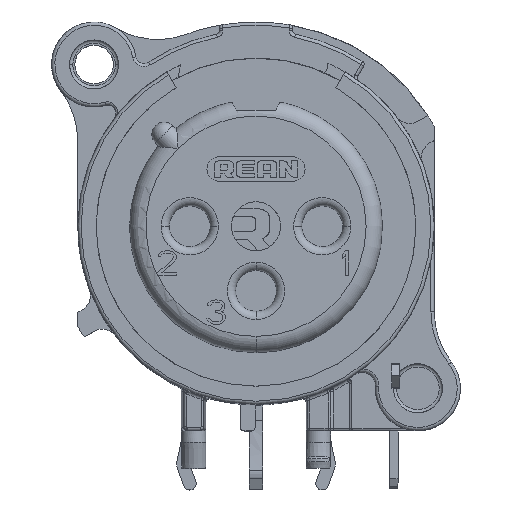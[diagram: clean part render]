
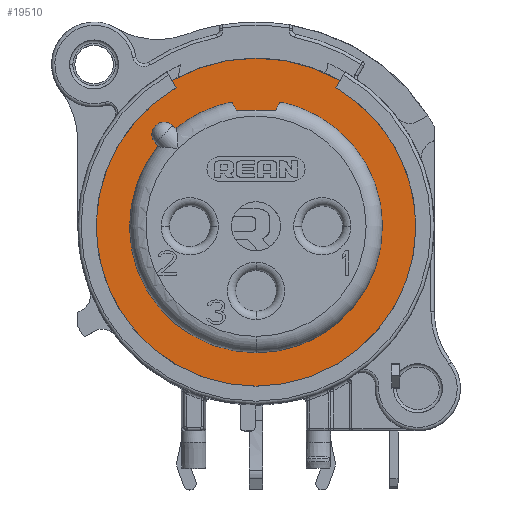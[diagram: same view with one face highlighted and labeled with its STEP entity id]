
A CAD part, top view. The second image highlights one B-rep face of the part: STEP entity #19510.
In plain terms, the highlighted planar face has unit normal (0, 0, 1).
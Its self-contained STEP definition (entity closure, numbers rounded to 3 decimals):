
#4314=CARTESIAN_POINT('',(0.,0.,7.));
#4315=DIRECTION('',(0.,0.,-1.));
#4316=DIRECTION('',(-0.5,0.866,0.));
#4317=AXIS2_PLACEMENT_3D('',#4314,#4315,#4316);
#4319=DIRECTION('',(-0.5,-0.866,0.));
#4320=VECTOR('',#4319,0.506);
#4321=CARTESIAN_POINT('',(5.141,8.905,7.));
#4322=LINE('',#4321,#4320);
#4323=CARTESIAN_POINT('',(0.,0.,7.));
#4324=DIRECTION('',(0.,0.,-1.));
#4325=DIRECTION('',(0.5,0.866,0.));
#4326=AXIS2_PLACEMENT_3D('',#4323,#4324,#4325);
#4328=DIRECTION('',(0.883,-0.469,0.));
#4329=VECTOR('',#4328,0.178);
#4330=CARTESIAN_POINT('',(9.543,-2.123,7.));
#4331=LINE('',#4330,#4329);
#4332=DIRECTION('',(0.,-1.,0.));
#4333=VECTOR('',#4332,1.204);
#4334=CARTESIAN_POINT('',(9.7,-2.207,7.));
#4335=LINE('',#4334,#4333);
#4336=CARTESIAN_POINT('',(0.,0.,7.));
#4337=DIRECTION('',(0.,0.,-1.));
#4338=DIRECTION('',(0.943,-0.332,0.));
#4339=AXIS2_PLACEMENT_3D('',#4336,#4337,#4338);
#4341=DIRECTION('',(0.,1.,0.));
#4342=VECTOR('',#4341,0.777);
#4343=CARTESIAN_POINT('',(8.326,-5.9,7.));
#4344=LINE('',#4343,#4342);
#4345=CARTESIAN_POINT('',(0.,0.,7.));
#4346=DIRECTION('',(0.,0.,-1.));
#4347=DIRECTION('',(0.852,-0.524,0.));
#4348=AXIS2_PLACEMENT_3D('',#4345,#4346,#4347);
#4350=CARTESIAN_POINT('',(0.,0.,7.));
#4351=DIRECTION('',(0.,0.,-1.));
#4352=DIRECTION('',(0.,-1.,0.));
#4353=AXIS2_PLACEMENT_3D('',#4350,#4351,#4352);
#4355=CARTESIAN_POINT('',(0.,0.,7.));
#4356=DIRECTION('',(0.,0.,-1.));
#4357=DIRECTION('',(-0.852,0.524,0.));
#4358=AXIS2_PLACEMENT_3D('',#4355,#4356,#4357);
#4360=DIRECTION('',(-0.5,0.866,0.));
#4361=VECTOR('',#4360,0.506);
#4362=CARTESIAN_POINT('',(-4.888,8.466,7.));
#4363=LINE('',#4362,#4361);
#4364=CARTESIAN_POINT('',(0.,0.,7.));
#4365=DIRECTION('',(0.,0.,1.));
#4366=DIRECTION('',(-0.772,0.635,0.));
#4367=AXIS2_PLACEMENT_3D('',#4364,#4365,#4366);
#4369=CARTESIAN_POINT('',(0.,0.,7.));
#4370=DIRECTION('',(0.,0.,1.));
#4371=DIRECTION('',(0.,-1.,0.));
#4372=AXIS2_PLACEMENT_3D('',#4369,#4370,#4371);
#4374=CARTESIAN_POINT('',(0.,0.,7.));
#4375=DIRECTION('',(0.,0.,1.));
#4376=DIRECTION('',(0.772,-0.635,0.));
#4377=AXIS2_PLACEMENT_3D('',#4374,#4375,#4376);
#4379=CARTESIAN_POINT('',(0.,0.,7.));
#4380=DIRECTION('',(0.,0.,1.));
#4381=DIRECTION('',(0.339,0.941,0.));
#4382=AXIS2_PLACEMENT_3D('',#4379,#4380,#4381);
#4384=DIRECTION('',(-0.5,-0.866,0.));
#4385=VECTOR('',#4384,0.567);
#4386=CARTESIAN_POINT('',(1.484,7.591,7.));
#4387=LINE('',#4386,#4385);
#4388=DIRECTION('',(-0.5,0.866,0.));
#4389=VECTOR('',#4388,0.567);
#4390=CARTESIAN_POINT('',(-1.2,7.1,7.));
#4391=LINE('',#4390,#4389);
#4392=CARTESIAN_POINT('',(0.,0.,7.));
#4393=DIRECTION('',(0.,0.,1.));
#4394=DIRECTION('',(-0.192,0.981,0.));
#4395=AXIS2_PLACEMENT_3D('',#4392,#4393,#4394);
#4397=CARTESIAN_POINT('',(0.,0.,7.));
#4398=DIRECTION('',(0.,0.,1.));
#4399=DIRECTION('',(-0.338,0.941,0.));
#4400=AXIS2_PLACEMENT_3D('',#4397,#4398,#4399);
#4402=DIRECTION('',(-0.707,0.707,0.));
#4403=VECTOR('',#4402,0.251);
#4404=CARTESIAN_POINT('',(-4.914,5.974,7.));
#4405=LINE('',#4404,#4403);
#4406=CARTESIAN_POINT('',(-5.621,5.621,7.));
#4407=DIRECTION('',(0.,0.,1.));
#4408=DIRECTION('',(0.707,0.707,0.));
#4409=AXIS2_PLACEMENT_3D('',#4406,#4407,#4408);
#4411=DIRECTION('',(0.707,-0.707,0.));
#4412=VECTOR('',#4411,0.251);
#4413=CARTESIAN_POINT('',(-6.152,5.091,7.));
#4414=LINE('',#4413,#4412);
#4436=DIRECTION('',(1.,0.,0.));
#4437=VECTOR('',#4436,0.095);
#4438=CARTESIAN_POINT('',(8.326,-5.9,7.));
#4439=LINE('',#4438,#4437);
#8546=DIRECTION('',(1.,0.,0.));
#8547=VECTOR('',#8546,2.4);
#8548=CARTESIAN_POINT('',(-1.2,7.1,7.));
#8549=LINE('',#8548,#8547);
#11946=CARTESIAN_POINT('',(-5.974,4.914,
7.));
#11947=CARTESIAN_POINT('',(0.,-7.735,7.));
#11948=VERTEX_POINT('',#11946);
#11949=VERTEX_POINT('',#11947);
#11950=CARTESIAN_POINT('',(5.974,-4.914,
7.));
#11951=VERTEX_POINT('',#11950);
#11952=CARTESIAN_POINT('',(2.621,7.278,7.));
#11953=VERTEX_POINT('',#11952);
#11954=CARTESIAN_POINT('',(-5.141,8.905,7.));
#11955=CARTESIAN_POINT('',(5.141,8.905,7.));
#11956=VERTEX_POINT('',#11954);
#11957=VERTEX_POINT('',#11955);
#11958=CARTESIAN_POINT('',(4.888,8.466,7.));
#11959=VERTEX_POINT('',#11958);
#11960=CARTESIAN_POINT('',(9.543,-2.123,
7.));
#11961=VERTEX_POINT('',#11960);
#11962=CARTESIAN_POINT('',(9.7,-2.207,7.));
#11963=VERTEX_POINT('',#11962);
#11964=CARTESIAN_POINT('',(9.7,-3.411,7.));
#11965=VERTEX_POINT('',#11964);
#11966=CARTESIAN_POINT('',(8.421,-5.9,7.));
#11967=VERTEX_POINT('',#11966);
#11968=CARTESIAN_POINT('',(8.326,-5.9,7.));
#11969=VERTEX_POINT('',#11968);
#11970=CARTESIAN_POINT('',(8.326,-5.123,7.));
#11971=VERTEX_POINT('',#11970);
#11972=CARTESIAN_POINT('',(0.,-9.776,7.));
#11973=VERTEX_POINT('',#11972);
#11974=CARTESIAN_POINT('',(-8.326,5.123,
7.));
#11975=VERTEX_POINT('',#11974);
#11976=CARTESIAN_POINT('',(-4.888,8.466,
7.));
#11977=VERTEX_POINT('',#11976);
#11978=CARTESIAN_POINT('',(1.484,7.591,7.));
#11979=VERTEX_POINT('',#11978);
#11980=CARTESIAN_POINT('',(1.2,7.1,7.));
#11981=VERTEX_POINT('',#11980);
#11982=CARTESIAN_POINT('',(-1.2,7.1,7.));
#11983=VERTEX_POINT('',#11982);
#11984=CARTESIAN_POINT('',(-1.484,7.591,7.));
#11985=VERTEX_POINT('',#11984);
#11986=CARTESIAN_POINT('',(-2.614,7.28,7.));
#11987=VERTEX_POINT('',#11986);
#11988=CARTESIAN_POINT('',(-4.914,5.974,7.));
#11989=VERTEX_POINT('',#11988);
#11990=CARTESIAN_POINT('',(-5.091,6.152,7.));
#11991=VERTEX_POINT('',#11990);
#11992=CARTESIAN_POINT('',(-6.152,5.091,7.));
#11993=VERTEX_POINT('',#11992);
#19456=CARTESIAN_POINT('',(0.,0.,7.));
#19457=DIRECTION('',(0.,0.,1.));
#19458=DIRECTION('',(1.,0.,0.));
#19459=AXIS2_PLACEMENT_3D('',#19456,#19457,#19458);
#19460=PLANE('',#19459);
#19461=ORIENTED_EDGE('',*,*,#19314,.T.);
#19462=ORIENTED_EDGE('',*,*,#19396,.T.);
#19464=ORIENTED_EDGE('',*,*,#19463,.T.);
#19466=ORIENTED_EDGE('',*,*,#19465,.T.);
#19468=ORIENTED_EDGE('',*,*,#19467,.T.);
#19470=ORIENTED_EDGE('',*,*,#19469,.T.);
#19472=ORIENTED_EDGE('',*,*,#19471,.F.);
#19474=ORIENTED_EDGE('',*,*,#19473,.T.);
#19476=ORIENTED_EDGE('',*,*,#19475,.T.);
#19478=ORIENTED_EDGE('',*,*,#19477,.T.);
#19480=ORIENTED_EDGE('',*,*,#19479,.T.);
#19481=ORIENTED_EDGE('',*,*,#19442,.T.);
#19482=EDGE_LOOP('',(#19461,#19462,#19464,#19466,#19468,#19470,#19472,#19474,
#19476,#19478,#19480,#19481));
#19483=FACE_OUTER_BOUND('',#19482,.F.);
#19485=ORIENTED_EDGE('',*,*,#19484,.T.);
#19487=ORIENTED_EDGE('',*,*,#19486,.T.);
#19489=ORIENTED_EDGE('',*,*,#19488,.T.);
#19491=ORIENTED_EDGE('',*,*,#19490,.T.);
#19493=ORIENTED_EDGE('',*,*,#19492,.T.);
#19495=ORIENTED_EDGE('',*,*,#19494,.F.);
#19497=ORIENTED_EDGE('',*,*,#19496,.T.);
#19499=ORIENTED_EDGE('',*,*,#19498,.T.);
#19501=ORIENTED_EDGE('',*,*,#19500,.T.);
#19503=ORIENTED_EDGE('',*,*,#19502,.T.);
#19505=ORIENTED_EDGE('',*,*,#19504,.T.);
#19507=ORIENTED_EDGE('',*,*,#19506,.T.);
#19508=EDGE_LOOP('',(#19485,#19487,#19489,#19491,#19493,#19495,#19497,#19499,
#19501,#19503,#19505,#19507));
#19509=FACE_BOUND('',#19508,.F.);
#19510=ADVANCED_FACE('',(#19483,#19509),#19460,.T.);
#4318=CIRCLE('',#4317,10.282);
#4327=CIRCLE('',#4326,9.776);
#4340=CIRCLE('',#4339,10.282);
#4349=CIRCLE('',#4348,9.776);
#4354=CIRCLE('',#4353,9.776);
#4359=CIRCLE('',#4358,9.776);
#4368=CIRCLE('',#4367,7.735);
#4373=CIRCLE('',#4372,7.735);
#4378=CIRCLE('',#4377,7.735);
#4383=CIRCLE('',#4382,7.735);
#4396=CIRCLE('',#4395,7.735);
#4401=CIRCLE('',#4400,7.735);
#4410=CIRCLE('',#4409,0.75);
#19314=EDGE_CURVE('',#11956,#11957,#4318,.T.);
#19396=EDGE_CURVE('',#11957,#11959,#4322,.T.);
#19442=EDGE_CURVE('',#11977,#11956,#4363,.T.);
#19463=EDGE_CURVE('',#11959,#11961,#4327,.T.);
#19465=EDGE_CURVE('',#11961,#11963,#4331,.T.);
#19467=EDGE_CURVE('',#11963,#11965,#4335,.T.);
#19469=EDGE_CURVE('',#11965,#11967,#4340,.T.);
#19471=EDGE_CURVE('',#11969,#11967,#4439,.T.);
#19473=EDGE_CURVE('',#11969,#11971,#4344,.T.);
#19475=EDGE_CURVE('',#11971,#11973,#4349,.T.);
#19477=EDGE_CURVE('',#11973,#11975,#4354,.T.);
#19479=EDGE_CURVE('',#11975,#11977,#4359,.T.);
#19484=EDGE_CURVE('',#11948,#11949,#4368,.T.);
#19486=EDGE_CURVE('',#11949,#11951,#4373,.T.);
#19488=EDGE_CURVE('',#11951,#11953,#4378,.T.);
#19490=EDGE_CURVE('',#11953,#11979,#4383,.T.);
#19492=EDGE_CURVE('',#11979,#11981,#4387,.T.);
#19494=EDGE_CURVE('',#11983,#11981,#8549,.T.);
#19496=EDGE_CURVE('',#11983,#11985,#4391,.T.);
#19498=EDGE_CURVE('',#11985,#11987,#4396,.T.);
#19500=EDGE_CURVE('',#11987,#11989,#4401,.T.);
#19502=EDGE_CURVE('',#11989,#11991,#4405,.T.);
#19504=EDGE_CURVE('',#11991,#11993,#4410,.T.);
#19506=EDGE_CURVE('',#11993,#11948,#4414,.T.);
